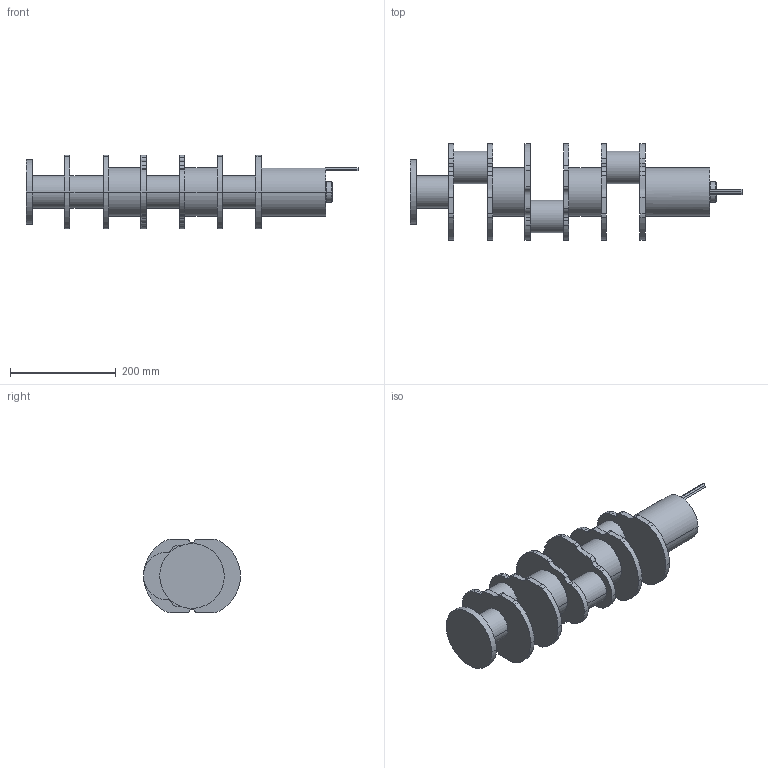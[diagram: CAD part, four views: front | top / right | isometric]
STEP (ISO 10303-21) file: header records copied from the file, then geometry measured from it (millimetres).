
FILE_DESCRIPTION(('FreeCAD Model'),'2;1');
FILE_NAME('Open CASCADE Shape Model','2025-04-17T11:30:44',('FreeCAD'),( 'FreeCAD'),'Open CASCADE STEP processor 7.6','FreeCAD','Unknown');
FILE_SCHEMA(('AUTOMOTIVE_DESIGN { 1 0 10303 214 1 1 1 1 }'));
Length unit declared in the file: millimetre
Products named in the file (1): Open CASCADE STEP translator 7.6 1
Bounding box: 626.92 x 182.95 x 138.26 mm (x, y, z)
Volume: 3615273 mm3; surface area: 448927.3 mm2
Topology: 11 solids, 11 shells, 180 faces, 451 edges, 298 vertices
Faces by surface type: bspline 180
Entity records: 5321 total; most frequent: CARTESIAN_POINT 2798, ORIENTED_EDGE 902, EDGE_CURVE 451, VERTEX_POINT 298, B_SPLINE_CURVE_WITH_KNOTS 220, FACE_BOUND 185, EDGE_LOOP 185, ADVANCED_FACE 180
